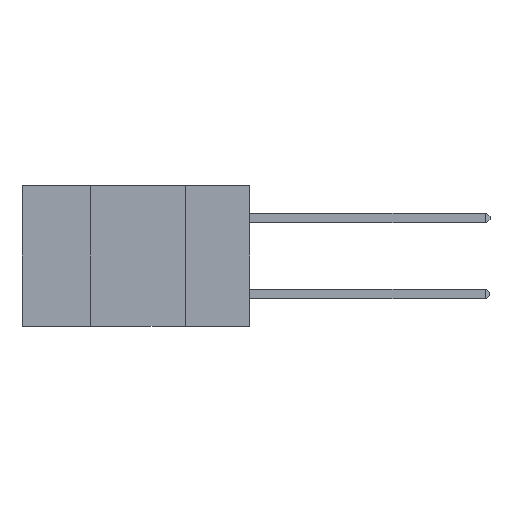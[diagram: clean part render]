
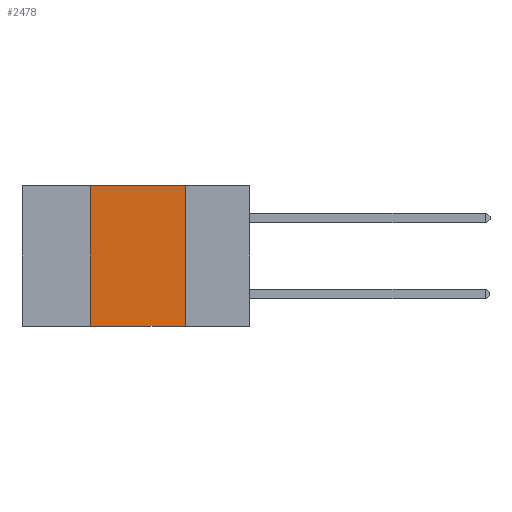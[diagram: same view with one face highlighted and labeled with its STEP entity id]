
A CAD part, left-side view. The second image highlights one B-rep face of the part: STEP entity #2478.
In plain terms, the highlighted planar face has unit normal (-1, 0, 0).
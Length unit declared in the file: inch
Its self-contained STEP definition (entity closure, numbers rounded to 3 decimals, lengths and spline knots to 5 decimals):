
#51 = CARTESIAN_POINT ( 'NONE',  ( 0., 0.17, 0. ) ) ;
#439 = DIRECTION ( 'NONE',  ( 0., -1., 0. ) ) ;
#539 = AXIS2_PLACEMENT_3D ( 'NONE', #9429, #9090, #9077 ) ;
#1099 = CARTESIAN_POINT ( 'NONE',  ( 0., 0.42, 0. ) ) ;
#1104 = LINE ( 'NONE', #10369, #1430 ) ;
#1430 = VECTOR ( 'NONE', #10404, 39.37008 ) ;
#1696 = DIRECTION ( 'NONE',  ( 0., 0., 1. ) ) ;
#2133 = VERTEX_POINT ( 'NONE', #1099 ) ;
#2478 = ADVANCED_FACE ( 'NONE', ( #7423 ), #9122, .F. ) ;
#3751 = CARTESIAN_POINT ( 'NONE',  ( 0., 0.17, -0.37 ) ) ;
#4810 = DIRECTION ( 'NONE',  ( 0., 0., -1. ) ) ;
#4866 = LINE ( 'NONE', #6621, #9499 ) ;
#4924 = ORIENTED_EDGE ( 'NONE', *, *, #9127, .F. ) ;
#5165 = LINE ( 'NONE', #9445, #7252 ) ;
#5941 = CARTESIAN_POINT ( 'NONE',  ( 0., 0.42, -0.37 ) ) ;
#6068 = LINE ( 'NONE', #9241, #10600 ) ;
#6198 = EDGE_LOOP ( 'NONE', ( #6459, #11231, #4924, #9812 ) ) ;
#6459 = ORIENTED_EDGE ( 'NONE', *, *, #9123, .F. ) ;
#6621 = CARTESIAN_POINT ( 'NONE',  ( 0., 0.42, 0. ) ) ;
#7252 = VECTOR ( 'NONE', #4810, 39.37008 ) ;
#7423 = FACE_OUTER_BOUND ( 'NONE', #6198, .T. ) ;
#7687 = EDGE_CURVE ( 'NONE', #2133, #10952, #6068, .T. ) ;
#9077 = DIRECTION ( 'NONE',  ( 0., 0., -1. ) ) ;
#9090 = DIRECTION ( 'NONE',  ( 1., 0., 0. ) ) ;
#9122 = PLANE ( 'NONE',  #539 ) ;
#9123 = EDGE_CURVE ( 'NONE', #10952, #9126, #5165, .T. ) ;
#9126 = VERTEX_POINT ( 'NONE', #3751 ) ;
#9127 = EDGE_CURVE ( 'NONE', #10592, #2133, #4866, .T. ) ;
#9186 = EDGE_CURVE ( 'NONE', #10592, #9126, #1104, .T. ) ;
#9241 = CARTESIAN_POINT ( 'NONE',  ( 0., 0.6, 0. ) ) ;
#9429 = CARTESIAN_POINT ( 'NONE',  ( 0., 0.6, 0. ) ) ;
#9445 = CARTESIAN_POINT ( 'NONE',  ( 0., 0.17, 0. ) ) ;
#9499 = VECTOR ( 'NONE', #1696, 39.37008 ) ;
#9812 = ORIENTED_EDGE ( 'NONE', *, *, #9186, .T. ) ;
#10369 = CARTESIAN_POINT ( 'NONE',  ( 0., 0.6, -0.37 ) ) ;
#10404 = DIRECTION ( 'NONE',  ( 0., -1., 0. ) ) ;
#10592 = VERTEX_POINT ( 'NONE', #5941 ) ;
#10600 = VECTOR ( 'NONE', #439, 39.37008 ) ;
#10952 = VERTEX_POINT ( 'NONE', #51 ) ;
#11231 = ORIENTED_EDGE ( 'NONE', *, *, #7687, .F. ) ;
